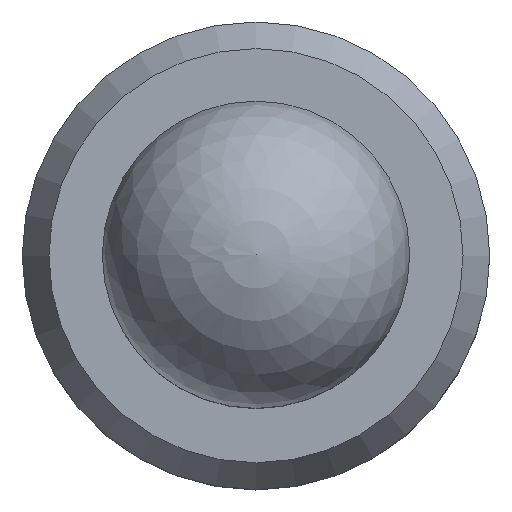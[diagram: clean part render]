
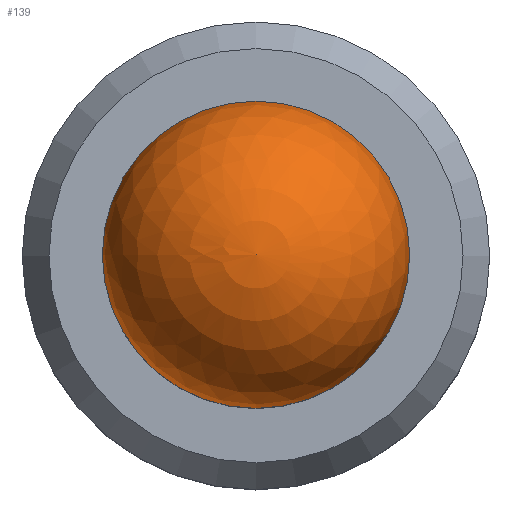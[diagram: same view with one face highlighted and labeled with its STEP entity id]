
A CAD part, top view. The second image highlights one B-rep face of the part: STEP entity #139.
In plain terms, the highlighted spherical face has radius 1.15 mm.
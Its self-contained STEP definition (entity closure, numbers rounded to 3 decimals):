
#16=SPHERICAL_SURFACE('',#179,1.15);
#42=FACE_OUTER_BOUND('',#55,.T.);
#55=EDGE_LOOP('',(#119,#120,#121,#122));
#65=CIRCLE('',#177,1.15);
#66=CIRCLE('',#178,1.15);
#67=CIRCLE('',#180,1.15);
#76=VERTEX_POINT('',#259);
#77=VERTEX_POINT('',#261);
#78=VERTEX_POINT('',#265);
#91=EDGE_CURVE('',#76,#77,#65,.T.);
#92=EDGE_CURVE('',#77,#76,#66,.T.);
#93=EDGE_CURVE('',#78,#77,#67,.T.);
#119=ORIENTED_EDGE('',*,*,#92,.F.);
#120=ORIENTED_EDGE('',*,*,#93,.F.);
#121=ORIENTED_EDGE('',*,*,#93,.T.);
#122=ORIENTED_EDGE('',*,*,#91,.F.);
#139=ADVANCED_FACE('',(#42),#16,.T.);
#177=AXIS2_PLACEMENT_3D('',#262,#220,#221);
#178=AXIS2_PLACEMENT_3D('',#263,#222,#223);
#179=AXIS2_PLACEMENT_3D('',#264,#224,#225);
#180=AXIS2_PLACEMENT_3D('',#266,#226,#227);
#220=DIRECTION('center_axis',(0.,0.,-1.));
#221=DIRECTION('ref_axis',(-1.,0.,0.));
#222=DIRECTION('center_axis',(0.,0.,-1.));
#223=DIRECTION('ref_axis',(-1.,0.,0.));
#224=DIRECTION('center_axis',(0.,0.,1.));
#225=DIRECTION('ref_axis',(1.,0.,0.));
#226=DIRECTION('center_axis',(0.,-1.,0.));
#227=DIRECTION('ref_axis',(-1.,0.,0.));
#259=CARTESIAN_POINT('',(1.15,0.,6.05));
#261=CARTESIAN_POINT('',(-1.15,0.,6.05));
#262=CARTESIAN_POINT('Origin',(0.,0.,6.05));
#263=CARTESIAN_POINT('Origin',(0.,0.,6.05));
#264=CARTESIAN_POINT('Origin',(0.,0.,6.05));
#265=CARTESIAN_POINT('',(0.,0.,7.2));
#266=CARTESIAN_POINT('Origin',(0.,0.,6.05));
